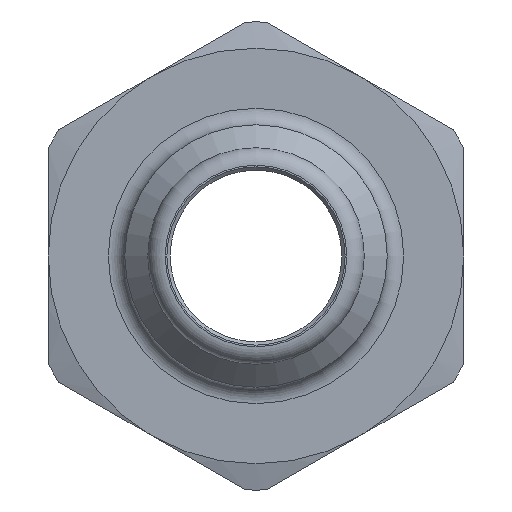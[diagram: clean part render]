
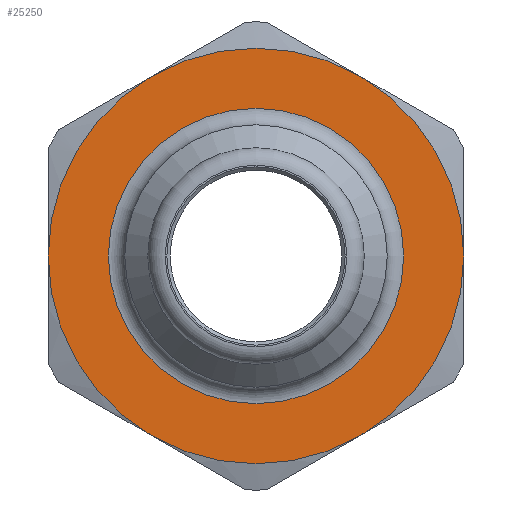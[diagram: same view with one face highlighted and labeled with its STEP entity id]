
A CAD part, left-side view. The second image highlights one B-rep face of the part: STEP entity #25250.
In plain terms, the highlighted planar face has unit normal (-1, 0, 0).
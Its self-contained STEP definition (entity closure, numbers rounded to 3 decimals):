
#24223=CARTESIAN_POINT('',(20.0,4.75,-8.227));
#24224=VERTEX_POINT('',#24223);
#24307=CARTESIAN_POINT('',(20.0,-4.75,-8.227));
#24308=VERTEX_POINT('',#24307);
#24391=CARTESIAN_POINT('',(20.0,-9.5,0.));
#24392=VERTEX_POINT('',#24391);
#24475=CARTESIAN_POINT('',(20.0,-4.75,8.227));
#24476=VERTEX_POINT('',#24475);
#24559=CARTESIAN_POINT('',(20.0,4.75,8.227));
#24560=VERTEX_POINT('',#24559);
#24920=CARTESIAN_POINT('',(20.0,9.5,0.0));
#24921=VERTEX_POINT('',#24920);
#24922=CARTESIAN_POINT('',(20.0,0.0,0.0));
#24923=DIRECTION('',(1.0,0.0,0.0));
#24924=DIRECTION('',(0.0,1.0,0.0));
#24925=AXIS2_PLACEMENT_3D('',#24922,#24923,#24924);
#24926=CIRCLE('',#24925,9.5);
#24927=EDGE_CURVE('',#24224,#24921,#24926,.T.);
#24966=CARTESIAN_POINT('',(20.0,0.0,0.0));
#24967=DIRECTION('',(1.0,0.0,0.0));
#24968=DIRECTION('',(0.0,1.0,0.0));
#24969=AXIS2_PLACEMENT_3D('',#24966,#24967,#24968);
#24970=CIRCLE('',#24969,9.5);
#24971=EDGE_CURVE('',#24921,#24560,#24970,.T.);
#24984=CARTESIAN_POINT('',(20.0,0.0,0.0));
#24985=DIRECTION('',(1.0,0.0,0.0));
#24986=DIRECTION('',(0.0,1.0,0.0));
#24987=AXIS2_PLACEMENT_3D('',#24984,#24985,#24986);
#24988=CIRCLE('',#24987,9.5);
#24989=EDGE_CURVE('',#24560,#24476,#24988,.T.);
#25002=CARTESIAN_POINT('',(20.0,0.0,0.0));
#25003=DIRECTION('',(1.0,0.0,0.0));
#25004=DIRECTION('',(0.0,1.0,0.0));
#25005=AXIS2_PLACEMENT_3D('',#25002,#25003,#25004);
#25006=CIRCLE('',#25005,9.5);
#25007=EDGE_CURVE('',#24476,#24392,#25006,.T.);
#25020=CARTESIAN_POINT('',(20.0,0.0,0.0));
#25021=DIRECTION('',(1.0,0.0,0.0));
#25022=DIRECTION('',(0.0,1.0,0.0));
#25023=AXIS2_PLACEMENT_3D('',#25020,#25021,#25022);
#25024=CIRCLE('',#25023,9.5);
#25025=EDGE_CURVE('',#24392,#24308,#25024,.T.);
#25196=CARTESIAN_POINT('',(20.0,6.75,0.));
#25197=VERTEX_POINT('',#25196);
#25198=CARTESIAN_POINT('',(20.0,0.0,0.0));
#25199=DIRECTION('',(-1.0,0.0,0.0));
#25200=DIRECTION('',(0.0,-1.0,0.0));
#25201=AXIS2_PLACEMENT_3D('',#25198,#25199,#25200);
#25202=CIRCLE('',#25201,6.75);
#25203=EDGE_CURVE('',#25197,#25197,#25202,.T.);
#25228=CARTESIAN_POINT('',(20.0,7.75,0.0));
#25229=DIRECTION('',(-1.0,0.0,0.0));
#25230=DIRECTION('',(0.0,0.0,1.0));
#25231=AXIS2_PLACEMENT_3D('',#25228,#25229,#25230);
#25232=PLANE('',#25231);
#25233=ORIENTED_EDGE('',*,*,#24971,.F.);
#25234=ORIENTED_EDGE('',*,*,#24927,.F.);
#25235=CARTESIAN_POINT('',(20.0,0.0,0.0));
#25236=DIRECTION('',(1.0,0.0,0.0));
#25237=DIRECTION('',(0.0,1.0,0.0));
#25238=AXIS2_PLACEMENT_3D('',#25235,#25236,#25237);
#25239=CIRCLE('',#25238,9.5);
#25240=EDGE_CURVE('',#24308,#24224,#25239,.T.);
#25241=ORIENTED_EDGE('',*,*,#25240,.F.);
#25242=ORIENTED_EDGE('',*,*,#25025,.F.);
#25243=ORIENTED_EDGE('',*,*,#25007,.F.);
#25244=ORIENTED_EDGE('',*,*,#24989,.F.);
#25245=EDGE_LOOP('',(#25233,#25234,#25241,#25242,#25243,#25244));
#25246=FACE_OUTER_BOUND('',#25245,.T.);
#25247=ORIENTED_EDGE('',*,*,#25203,.F.);
#25248=EDGE_LOOP('',(#25247));
#25249=FACE_BOUND('',#25248,.T.);
#25250=ADVANCED_FACE('',(#25246,#25249),#25232,.T.);
